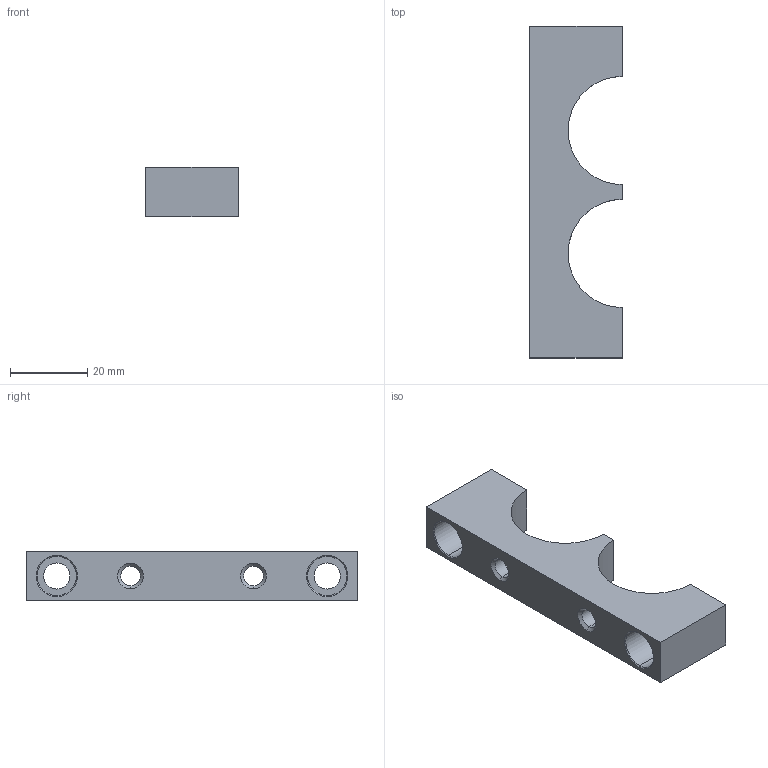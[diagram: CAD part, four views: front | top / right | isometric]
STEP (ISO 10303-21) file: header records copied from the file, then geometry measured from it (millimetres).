
FILE_DESCRIPTION (( 'STEP AP214' ), '1' );
FILE_NAME ('Fiber Protector Holder Left STEP Full.STEP', '2024-11-05T21:27:08', ( '' ), ( '' ), 'SwSTEP 2.0', 'SolidWorks 2023', '' );
FILE_SCHEMA (( 'AUTOMOTIVE_DESIGN' ));
Length unit declared in the file: inch
Products named in the file (1): Fiber Protector Holder Left STEP Full
Bounding box: 23.81 x 85.72 x 12.7 mm (x, y, z)
Volume: 15324.2 mm3; surface area: 7288.4 mm2
Topology: 1 solids, 1 shells, 36 faces, 84 edges, 52 vertices
Faces by surface type: cylinder 14, cone 12, plane 10
Entity records: 1183 total; most frequent: CARTESIAN_POINT 293, DIRECTION 190, ORIENTED_EDGE 168, EDGE_CURVE 84, AXIS2_PLACEMENT_3D 73, VERTEX_POINT 52, EDGE_LOOP 46, VECTOR 44
